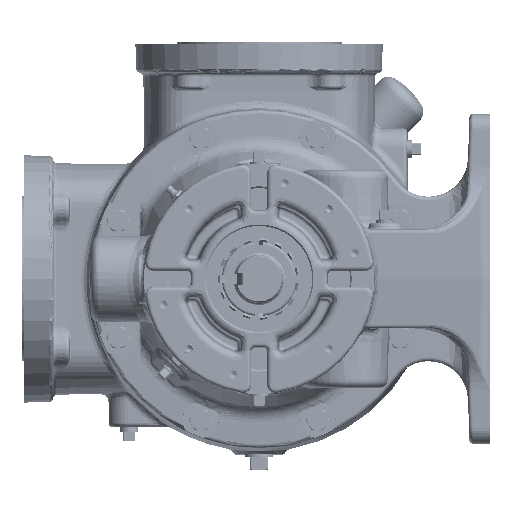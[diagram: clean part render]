
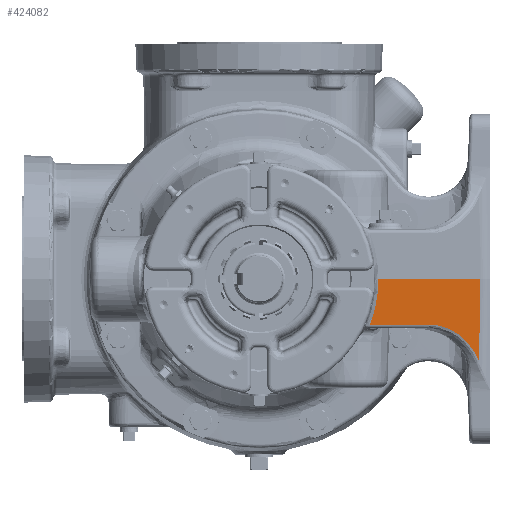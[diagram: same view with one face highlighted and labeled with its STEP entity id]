
A CAD part, left-side view. The second image highlights one B-rep face of the part: STEP entity #424082.
In plain terms, the highlighted planar face has unit normal (-0.642, -0.766, -0.035).
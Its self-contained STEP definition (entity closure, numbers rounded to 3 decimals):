
#492 = VERTEX_POINT ( 'NONE', #408938 ) ;
#32353 = VECTOR ( 'NONE', #157614, 1000. ) ;
#35459 = CARTESIAN_POINT ( 'NONE',  ( -136.924, -183.017, 0. ) ) ;
#43284 = CARTESIAN_POINT ( 'NONE',  ( -151.967, -170.39, -0.096 ) ) ;
#80696 =( BOUNDED_CURVE ( )  B_SPLINE_CURVE ( 3, ( #221940, #142196, #289636, #400941 ),
 .UNSPECIFIED., .F., .F. ) 
 B_SPLINE_CURVE_WITH_KNOTS ( ( 4, 4 ),
 ( 3.1, 3.454 ),
 .UNSPECIFIED. ) 
 CURVE ( )  GEOMETRIC_REPRESENTATION_ITEM ( )  RATIONAL_B_SPLINE_CURVE ( ( 1., 0.99, 0.99, 1. ) ) 
 REPRESENTATION_ITEM ( '' )  );
#81834 = CARTESIAN_POINT ( 'NONE',  ( -176.835, -147.926, -35.158 ) ) ;
#86584 = CARTESIAN_POINT ( 'NONE',  ( -197.121, -130.903, -35.158 ) ) ;
#88979 = CARTESIAN_POINT ( 'NONE',  ( -159.408, -162.074, -45.545 ) ) ;
#95438 = VERTEX_POINT ( 'NONE', #166577 ) ;
#100845 = FACE_OUTER_BOUND ( 'NONE', #280314, .T. ) ;
#101966 = VERTEX_POINT ( 'NONE', #372237 ) ;
#114644 = EDGE_CURVE ( 'NONE', #95438, #224848, #159248, .T. ) ;
#125997 = LINE ( 'NONE', #230230, #32353 ) ;
#128382 = ORIENTED_EDGE ( 'NONE', *, *, #114644, .T. ) ;
#134883 = ORIENTED_EDGE ( 'NONE', *, *, #286854, .T. ) ;
#142196 = CARTESIAN_POINT ( 'NONE',  ( -244.95, -91.824, -12.04 ) ) ;
#156863 = CARTESIAN_POINT ( 'NONE',  ( -149.757, -169.359, -63.389 ) ) ;
#157614 = DIRECTION ( 'NONE',  ( 0.766, -0.643, 0. ) ) ;
#159248 = LINE ( 'NONE', #43284, #233208 ) ;
#165159 = VECTOR ( 'NONE', #475264, 1000. ) ;
#166577 = CARTESIAN_POINT ( 'NONE',  ( -149.757, -169.359, -63.389 ) ) ;
#183280 = EDGE_CURVE ( 'NONE', #101966, #95438, #264539, .T. ) ;
#207566 = ORIENTED_EDGE ( 'NONE', *, *, #438652, .T. ) ;
#212086 = PLANE ( 'NONE',  #448697 ) ;
#215576 = CARTESIAN_POINT ( 'NONE',  ( -251.307, -85.435, -35.158 ) ) ;
#221940 = CARTESIAN_POINT ( 'NONE',  ( -245.542, -91.876, 0. ) ) ;
#224848 = VERTEX_POINT ( 'NONE', #440550 ) ;
#230230 = CARTESIAN_POINT ( 'NONE',  ( -136.135, -182.077, -35.158 ) ) ;
#233208 = VECTOR ( 'NONE', #379256, 1000. ) ;
#238985 = ORIENTED_EDGE ( 'NONE', *, *, #183280, .T. ) ;
#246063 = CARTESIAN_POINT ( 'NONE',  ( -136.924, -183.017, 0. ) ) ;
#264539 =( BOUNDED_CURVE ( )  B_SPLINE_CURVE ( 3, ( #86584, #81834, #88979, #156863 ),
 .UNSPECIFIED., .F., .F. ) 
 B_SPLINE_CURVE_WITH_KNOTS ( ( 4, 4 ),
 ( 1.625, 2.7 ),
 .UNSPECIFIED. ) 
 CURVE ( )  GEOMETRIC_REPRESENTATION_ITEM ( )  RATIONAL_B_SPLINE_CURVE ( ( 1., 0.906, 0.906, 1. ) ) 
 REPRESENTATION_ITEM ( '' )  );
#273349 = EDGE_CURVE ( 'NONE', #492, #224848, #366648, .T. ) ;
#280314 = EDGE_LOOP ( 'NONE', ( #388300, #207566, #134883, #238985, #128382 ) ) ;
#286854 = EDGE_CURVE ( 'NONE', #427289, #101966, #125997, .T. ) ;
#289636 = CARTESIAN_POINT ( 'NONE',  ( -246.892, -89.654, -23.882 ) ) ;
#362007 = DIRECTION ( 'NONE',  ( -0.642, -0.766, -0.035 ) ) ;
#366648 = LINE ( 'NONE', #35459, #165159 ) ;
#372237 = CARTESIAN_POINT ( 'NONE',  ( -197.121, -130.903, -35.158 ) ) ;
#379256 = DIRECTION ( 'NONE',  ( -0.035, -0.016, 0.999 ) ) ;
#388300 = ORIENTED_EDGE ( 'NONE', *, *, #273349, .F. ) ;
#400941 = CARTESIAN_POINT ( 'NONE',  ( -251.307, -85.435, -35.158 ) ) ;
#408938 = CARTESIAN_POINT ( 'NONE',  ( -245.542, -91.876, 0. ) ) ;
#424082 = ADVANCED_FACE ( 'Defeatured_0_2229', ( #100845 ), #212086, .T. ) ;
#427289 = VERTEX_POINT ( 'NONE', #215576 ) ;
#434455 = DIRECTION ( 'NONE',  ( 0.766, -0.643, 0. ) ) ;
#438652 = EDGE_CURVE ( 'NONE', #492, #427289, #80696, .T. ) ;
#440550 = CARTESIAN_POINT ( 'NONE',  ( -151.971, -170.391, 0. ) ) ;
#448697 = AXIS2_PLACEMENT_3D ( 'NONE', #246063, #362007, #434455 ) ;
#475264 = DIRECTION ( 'NONE',  ( 0.766, -0.643, 0. ) ) ;
